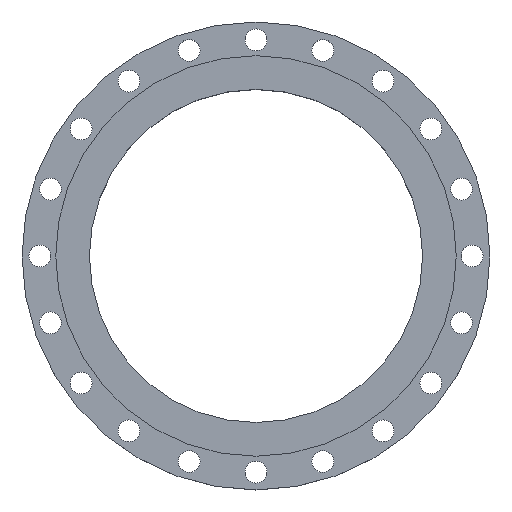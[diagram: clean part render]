
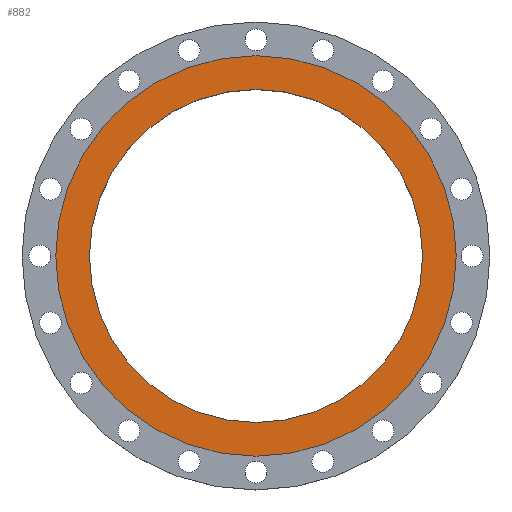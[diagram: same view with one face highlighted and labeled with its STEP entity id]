
A CAD part, top view. The second image highlights one B-rep face of the part: STEP entity #882.
In plain terms, the highlighted planar face has unit normal (0, 0, 1).
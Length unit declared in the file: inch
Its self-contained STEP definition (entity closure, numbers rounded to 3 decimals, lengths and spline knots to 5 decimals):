
#36 = DIRECTION ( 'NONE',  ( 0., 0., 1. ) ) ;
#44 = CIRCLE ( 'NONE', #349, 10.5 ) ;
#99 = DIRECTION ( 'NONE',  ( 0., 0., -1. ) ) ;
#242 = FACE_BOUND ( 'NONE', #327, .T. ) ;
#292 = AXIS2_PLACEMENT_3D ( 'NONE', #735, #99, #1822 ) ;
#327 = EDGE_LOOP ( 'NONE', ( #1803, #733 ) ) ;
#338 = DIRECTION ( 'NONE',  ( 0., 0., 1. ) ) ;
#349 = AXIS2_PLACEMENT_3D ( 'NONE', #660, #1795, #1623 ) ;
#382 = AXIS2_PLACEMENT_3D ( 'NONE', #1128, #338, #764 ) ;
#446 = VERTEX_POINT ( 'NONE', #1091 ) ;
#473 = VERTEX_POINT ( 'NONE', #787 ) ;
#529 = DIRECTION ( 'NONE',  ( 0., 0., 1. ) ) ;
#576 = PLANE ( 'NONE',  #292 ) ;
#597 = ORIENTED_EDGE ( 'NONE', *, *, #1179, .T. ) ;
#615 = AXIS2_PLACEMENT_3D ( 'NONE', #1950, #529, #887 ) ;
#660 = CARTESIAN_POINT ( 'NONE',  ( 0., 0., 0. ) ) ;
#684 = ORIENTED_EDGE ( 'NONE', *, *, #1066, .T. ) ;
#702 = FACE_OUTER_BOUND ( 'NONE', #1220, .T. ) ;
#733 = ORIENTED_EDGE ( 'NONE', *, *, #1261, .F. ) ;
#735 = CARTESIAN_POINT ( 'NONE',  ( 0., 10.5, 0. ) ) ;
#764 = DIRECTION ( 'NONE',  ( 1., 0., 0. ) ) ;
#787 = CARTESIAN_POINT ( 'NONE',  ( 12.625, 0., 0. ) ) ;
#797 = CARTESIAN_POINT ( 'NONE',  ( -10.5, 0., 0. ) ) ;
#862 = CARTESIAN_POINT ( 'NONE',  ( 10.5, 0., 0. ) ) ;
#873 = AXIS2_PLACEMENT_3D ( 'NONE', #1459, #36, #1932 ) ;
#882 = ADVANCED_FACE ( 'NONE', ( #242, #702 ), #576, .F. ) ;
#887 = DIRECTION ( 'NONE',  ( 1., 0., 0. ) ) ;
#992 = VERTEX_POINT ( 'NONE', #862 ) ;
#1066 = EDGE_CURVE ( 'NONE', #473, #446, #1762, .T. ) ;
#1091 = CARTESIAN_POINT ( 'NONE',  ( -12.625, 0., 0. ) ) ;
#1107 = CIRCLE ( 'NONE', #382, 12.625 ) ;
#1128 = CARTESIAN_POINT ( 'NONE',  ( 0., 0., 0. ) ) ;
#1145 = CIRCLE ( 'NONE', #873, 10.5 ) ;
#1155 = VERTEX_POINT ( 'NONE', #797 ) ;
#1179 = EDGE_CURVE ( 'NONE', #446, #473, #1107, .T. ) ;
#1220 = EDGE_LOOP ( 'NONE', ( #684, #597 ) ) ;
#1261 = EDGE_CURVE ( 'NONE', #1155, #992, #44, .T. ) ;
#1459 = CARTESIAN_POINT ( 'NONE',  ( 0., 0., 0. ) ) ;
#1596 = EDGE_CURVE ( 'NONE', #992, #1155, #1145, .T. ) ;
#1623 = DIRECTION ( 'NONE',  ( 1., 0., 0. ) ) ;
#1762 = CIRCLE ( 'NONE', #615, 12.625 ) ;
#1795 = DIRECTION ( 'NONE',  ( 0., 0., 1. ) ) ;
#1803 = ORIENTED_EDGE ( 'NONE', *, *, #1596, .F. ) ;
#1822 = DIRECTION ( 'NONE',  ( -1., 0., 0. ) ) ;
#1932 = DIRECTION ( 'NONE',  ( 1., 0., 0. ) ) ;
#1950 = CARTESIAN_POINT ( 'NONE',  ( 0., 0., 0. ) ) ;
